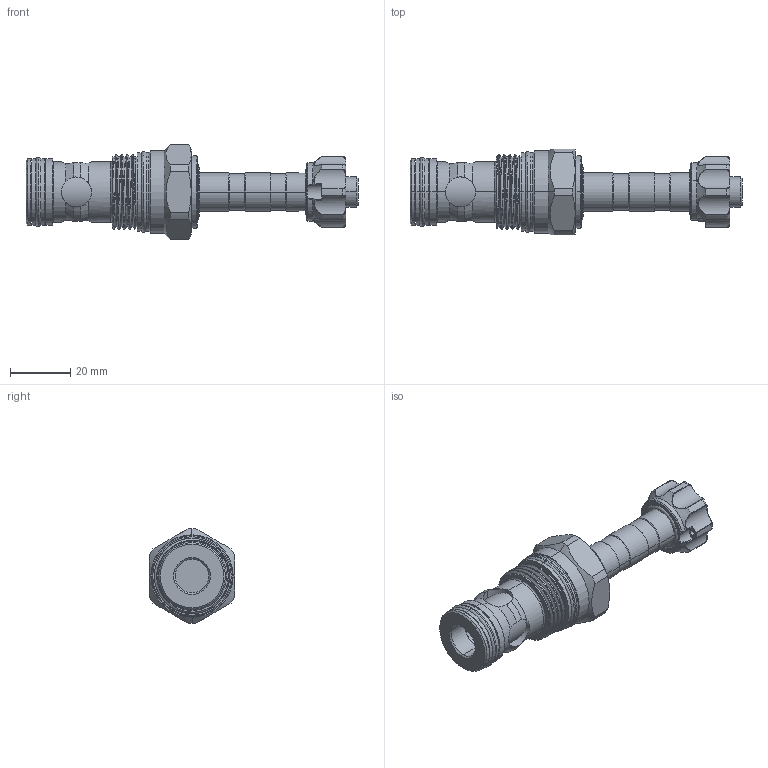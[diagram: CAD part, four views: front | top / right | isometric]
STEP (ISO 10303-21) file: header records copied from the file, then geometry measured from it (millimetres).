
FILE_DESCRIPTION (( 'STEP AP203' ), '1' );
FILE_NAME ('EP5A2A03M05.STEP', '2020-03-30T03:26:21', ( '' ), ( '' ), 'SwSTEP 2.0', 'SolidWorks 2018', '' );
FILE_SCHEMA (( 'CONFIG_CONTROL_DESIGN' ));
Length unit declared in the file: millimetre
Products named in the file (1): EP5A2A03M05
Bounding box: 110.5 x 28.57 x 31.6 mm (x, y, z)
Volume: 33548.6 mm3; surface area: 11927 mm2
Topology: 6 solids, 6 shells, 304 faces, 738 edges, 456 vertices
Faces by surface type: cylinder 142, torus 47, cone 46, bspline 37, plane 32
Entity records: 14513 total; most frequent: CARTESIAN_POINT 7680, ORIENTED_EDGE 1472, DIRECTION 1376, EDGE_CURVE 736, AXIS2_PLACEMENT_3D 601, VERTEX_POINT 456, CIRCLE 333, EDGE_LOOP 328
